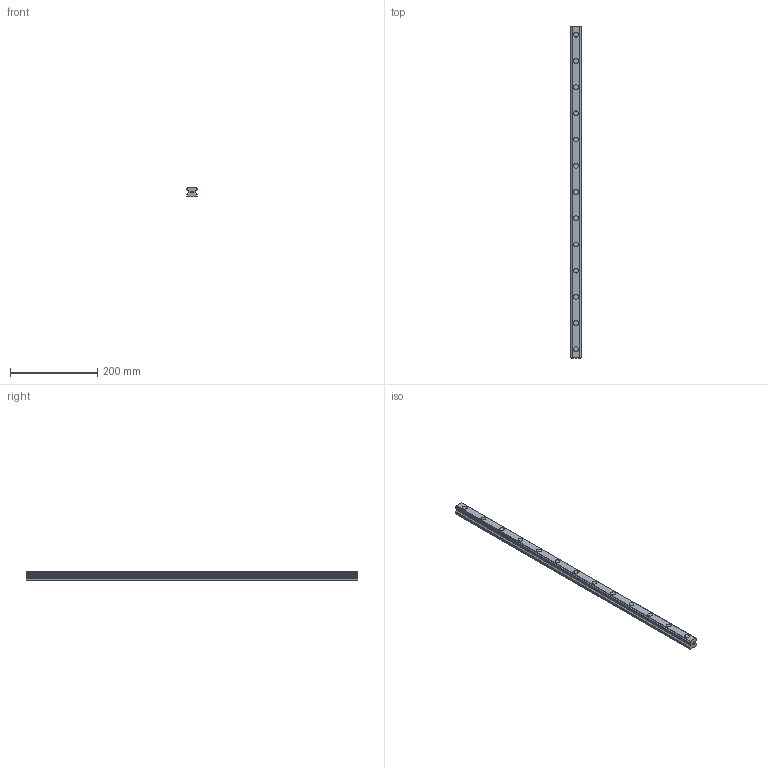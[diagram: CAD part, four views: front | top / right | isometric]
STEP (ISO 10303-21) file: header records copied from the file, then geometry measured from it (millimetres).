
FILE_DESCRIPTION(('STEP AP214'),'1');
FILE_NAME('cctmp_7437A766-DBA3-47F3-9187-7B3EE5E81702_2020_5_28_10_39_43_380..stp','2020-05-28T08:39:43',('HIWIN GmbH'),('CADClick - www.CADClick.com'),'Spatial InterOp 3D',' ','unknown authorization');
FILE_SCHEMA(('AUTOMOTIVE_DESIGN'));
Length unit declared in the file: millimetre
Products named in the file (1): HGR25R760H_FILE
Bounding box: 23 x 760 x 22 mm (x, y, z)
Volume: 315540.2 mm3; surface area: 78944.3 mm2
Topology: 1 solids, 1 shells, 267 faces, 705 edges, 470 vertices
Faces by surface type: plane 167, cylinder 100
Entity records: 10543 total; most frequent: DIRECTION 1545, CARTESIAN_POINT 1443, ORIENTED_EDGE 1410, EDGE_CURVE 705, AXIS2_PLACEMENT_3D 572, VERTEX_POINT 470, LINE 401, VECTOR 401
